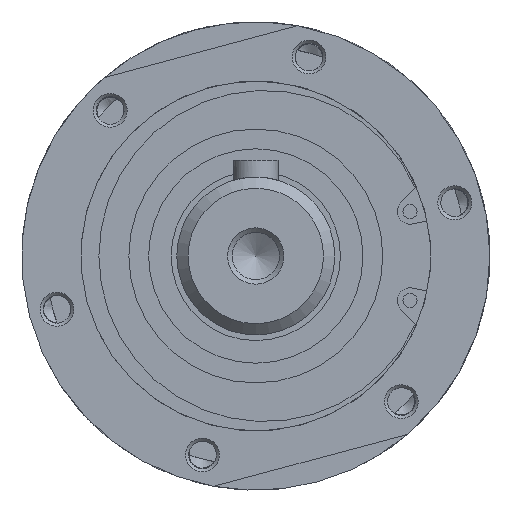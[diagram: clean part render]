
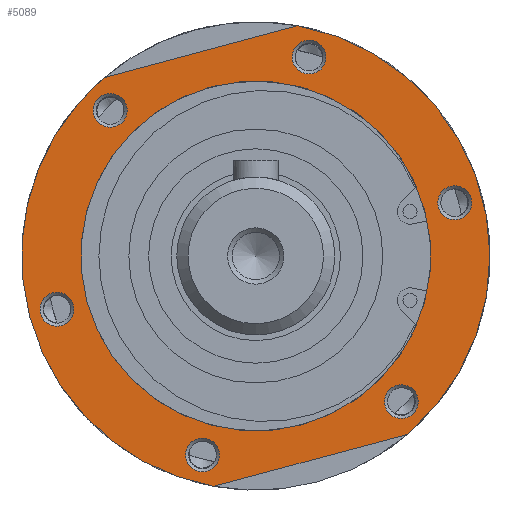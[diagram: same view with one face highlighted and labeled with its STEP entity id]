
A CAD part, left-side view. The second image highlights one B-rep face of the part: STEP entity #5089.
In plain terms, the highlighted planar face has unit normal (-1, 0, 0).
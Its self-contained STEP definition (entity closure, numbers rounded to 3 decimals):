
#4374=CARTESIAN_POINT('',(-214.5,29.944,-8.023));
#4375=VERTEX_POINT('',#4374);
#4376=CARTESIAN_POINT('',(-214.5,0.,0.));
#4377=DIRECTION('',(1.0,0.,0.));
#4378=DIRECTION('',(0.,0.966,-0.259));
#4379=AXIS2_PLACEMENT_3D('',#4376,#4377,#4378);
#4380=CIRCLE('',#4379,31.);
#4381=EDGE_CURVE('',#4375,#4375,#4380,.T.);
#4557=CARTESIAN_POINT('',(-214.5,12.345,-34.48));
#4558=VERTEX_POINT('',#4557);
#4559=CARTESIAN_POINT('',(-214.5,9.447,-35.256));
#4560=DIRECTION('',(-1.,0.,0.));
#4561=DIRECTION('',(0.,-0.966,-0.259));
#4562=AXIS2_PLACEMENT_3D('',#4559,#4560,#4561);
#4563=CIRCLE('',#4562,3.);
#4564=EDGE_CURVE('',#4558,#4558,#4563,.T.);
#4651=CARTESIAN_POINT('',(-214.5,36.033,-6.549));
#4652=VERTEX_POINT('',#4651);
#4653=CARTESIAN_POINT('',(-214.5,35.256,-9.447));
#4654=DIRECTION('',(-1.0,0.,0.));
#4655=DIRECTION('',(0.,-0.259,-0.966));
#4656=AXIS2_PLACEMENT_3D('',#4653,#4654,#4655);
#4657=CIRCLE('',#4656,3.);
#4658=EDGE_CURVE('',#4652,#4652,#4657,.T.);
#4745=CARTESIAN_POINT('',(-214.5,-23.688,-27.931));
#4746=VERTEX_POINT('',#4745);
#4747=CARTESIAN_POINT('',(-214.5,-25.809,-25.809));
#4748=DIRECTION('',(-1.0,0.,0.));
#4749=DIRECTION('',(0.,-0.707,0.707));
#4750=AXIS2_PLACEMENT_3D('',#4747,#4748,#4749);
#4751=CIRCLE('',#4750,3.);
#4752=EDGE_CURVE('',#4746,#4746,#4751,.T.);
#4839=CARTESIAN_POINT('',(-214.5,23.688,27.931));
#4840=VERTEX_POINT('',#4839);
#4841=CARTESIAN_POINT('',(-214.5,25.809,25.809));
#4842=DIRECTION('',(-1.,0.,0.));
#4843=DIRECTION('',(0.,0.707,-0.707));
#4844=AXIS2_PLACEMENT_3D('',#4841,#4842,#4843);
#4845=CIRCLE('',#4844,3.);
#4846=EDGE_CURVE('',#4840,#4840,#4845,.T.);
#4933=CARTESIAN_POINT('',(-214.5,-36.033,6.549));
#4934=VERTEX_POINT('',#4933);
#4935=CARTESIAN_POINT('',(-214.5,-35.256,9.447));
#4936=DIRECTION('',(-1.,0.,0.));
#4937=DIRECTION('',(0.,0.259,0.966));
#4938=AXIS2_PLACEMENT_3D('',#4935,#4936,#4937);
#4939=CIRCLE('',#4938,3.);
#4940=EDGE_CURVE('',#4934,#4934,#4939,.T.);
#5019=CARTESIAN_POINT('',(-214.5,35.015,-9.382));
#5020=DIRECTION('',(-1.0,0.0,0.0));
#5021=DIRECTION('',(0.0,0.259,0.966));
#5022=AXIS2_PLACEMENT_3D('',#5019,#5020,#5021);
#5023=PLANE('',#5022);
#5024=CARTESIAN_POINT('',(-214.5,7.465,-40.823));
#5025=VERTEX_POINT('',#5024);
#5026=CARTESIAN_POINT('',(-214.5,-26.876,-31.621));
#5027=VERTEX_POINT('',#5026);
#5028=CARTESIAN_POINT('',(-214.5,7.465,-40.823));
#5029=DIRECTION('',(0.0,-0.966,0.259));
#5030=VECTOR('',#5029,35.553);
#5031=LINE('',#5028,#5030);
#5032=EDGE_CURVE('',#5025,#5027,#5031,.T.);
#5033=ORIENTED_EDGE('',*,*,#5032,.T.);
#5034=CARTESIAN_POINT('',(-214.5,-7.465,40.823));
#5035=VERTEX_POINT('',#5034);
#5036=CARTESIAN_POINT('',(-214.5,0.,0.));
#5037=DIRECTION('',(1.0,0.,0.));
#5038=DIRECTION('',(0.,0.966,-0.259));
#5039=AXIS2_PLACEMENT_3D('',#5036,#5037,#5038);
#5040=CIRCLE('',#5039,41.5);
#5041=EDGE_CURVE('',#5035,#5027,#5040,.T.);
#5042=ORIENTED_EDGE('',*,*,#5041,.F.);
#5043=CARTESIAN_POINT('',(-214.5,26.876,31.621));
#5044=VERTEX_POINT('',#5043);
#5045=CARTESIAN_POINT('',(-214.5,-7.465,40.823));
#5046=DIRECTION('',(0.0,0.966,-0.259));
#5047=VECTOR('',#5046,35.553);
#5048=LINE('',#5045,#5047);
#5049=EDGE_CURVE('',#5035,#5044,#5048,.T.);
#5050=ORIENTED_EDGE('',*,*,#5049,.T.);
#5051=CARTESIAN_POINT('',(-214.5,0.,0.));
#5052=DIRECTION('',(1.0,0.,0.));
#5053=DIRECTION('',(0.,0.966,-0.259));
#5054=AXIS2_PLACEMENT_3D('',#5051,#5052,#5053);
#5055=CIRCLE('',#5054,41.5);
#5056=EDGE_CURVE('',#5025,#5044,#5055,.T.);
#5057=ORIENTED_EDGE('',*,*,#5056,.F.);
#5058=EDGE_LOOP('',(#5033,#5042,#5050,#5057));
#5059=FACE_OUTER_BOUND('',#5058,.T.);
#5060=ORIENTED_EDGE('',*,*,#4940,.F.);
#5061=EDGE_LOOP('',(#5060));
#5062=FACE_BOUND('',#5061,.T.);
#5063=ORIENTED_EDGE('',*,*,#4752,.F.);
#5064=EDGE_LOOP('',(#5063));
#5065=FACE_BOUND('',#5064,.T.);
#5066=ORIENTED_EDGE('',*,*,#4564,.F.);
#5067=EDGE_LOOP('',(#5066));
#5068=FACE_BOUND('',#5067,.T.);
#5069=ORIENTED_EDGE('',*,*,#4381,.T.);
#5070=EDGE_LOOP('',(#5069));
#5071=FACE_BOUND('',#5070,.T.);
#5072=ORIENTED_EDGE('',*,*,#4658,.F.);
#5073=EDGE_LOOP('',(#5072));
#5074=FACE_BOUND('',#5073,.T.);
#5075=ORIENTED_EDGE('',*,*,#4846,.F.);
#5076=EDGE_LOOP('',(#5075));
#5077=FACE_BOUND('',#5076,.T.);
#5078=CARTESIAN_POINT('',(-214.5,-12.345,34.48));
#5079=VERTEX_POINT('',#5078);
#5080=CARTESIAN_POINT('',(-214.5,-9.447,35.256));
#5081=DIRECTION('',(-1.0,0.,0.));
#5082=DIRECTION('',(0.,0.966,0.259));
#5083=AXIS2_PLACEMENT_3D('',#5080,#5081,#5082);
#5084=CIRCLE('',#5083,3.);
#5085=EDGE_CURVE('',#5079,#5079,#5084,.T.);
#5086=ORIENTED_EDGE('',*,*,#5085,.F.);
#5087=EDGE_LOOP('',(#5086));
#5088=FACE_BOUND('',#5087,.T.);
#5089=ADVANCED_FACE('',(#5059,#5062,#5065,#5068,#5071,#5074,#5077,#5088),#5023,.T.);
